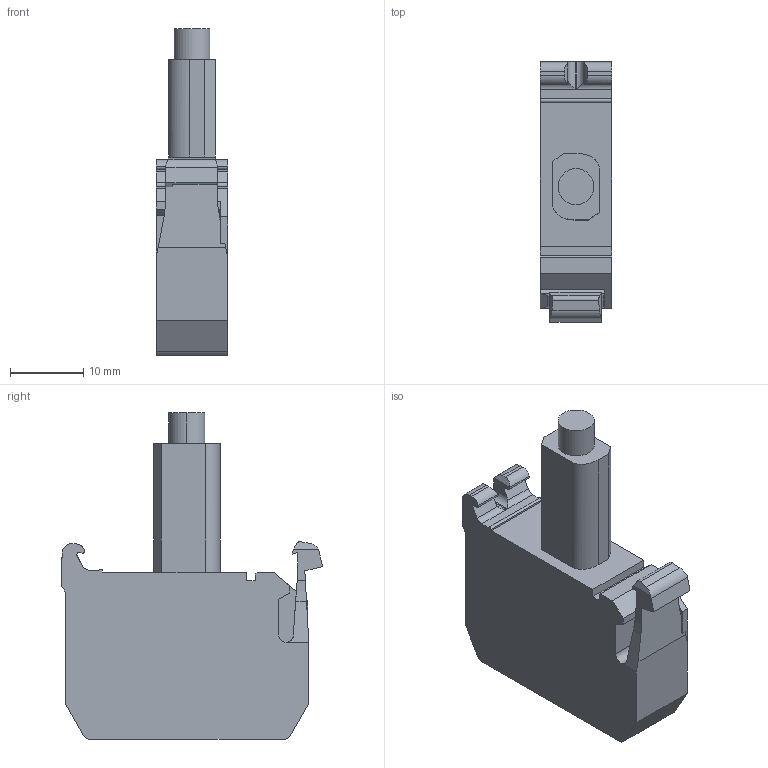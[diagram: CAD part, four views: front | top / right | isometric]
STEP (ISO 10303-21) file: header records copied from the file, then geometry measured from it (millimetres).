
FILE_DESCRIPTION((''),'2;1');
FILE_NAME('800F_N','2008-04-09T',('ABSchul1'),('Rockwell Automation'),'PRO/ENGINEER BY PARAMETRIC TECHNOLOGY CORPORATION, 2004320','PRO/ENGINEER BY PARAMETRIC TECHNOLOGY CORPORATION, 2004320','');
FILE_SCHEMA(('CONFIG_CONTROL_DESIGN'));
Length unit declared in the file: millimetre
Products named in the file (1): 800F_N
Bounding box: 9.8 x 35.53 x 44.45 mm (x, y, z)
Surface area: 3769.2 mm2 (no closed solid volume)
Topology: 0 solids, 1 shells, 117 faces, 327 edges, 218 vertices
Faces by surface type: plane 88, cylinder 27, extrusion 2
Entity records: 3829 total; most frequent: CARTESIAN_POINT 770, ORIENTED_EDGE 654, DIRECTION 582, EDGE_CURVE 327, VECTOR 264, LINE 262, VERTEX_POINT 218, AXIS2_PLACEMENT_3D 159
